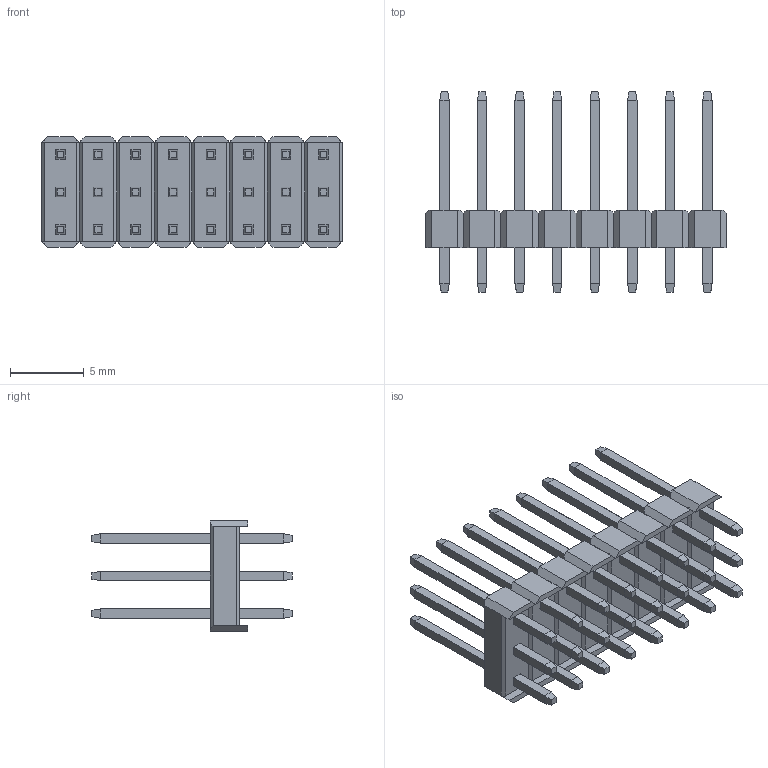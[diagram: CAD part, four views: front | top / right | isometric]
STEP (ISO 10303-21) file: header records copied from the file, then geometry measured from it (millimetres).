
FILE_DESCRIPTION (( 'STEP AP214' ), '1' );
FILE_NAME ('3x8 Male Pin Header.STEP', '2018-11-17T18:47:32', ( 'M.B.I.' ), ( '' ), 'SwSTEP 2.0', '', '' );
FILE_SCHEMA (( 'AUTOMOTIVE_DESIGN' ));
Length unit declared in the file: millimetre
Products named in the file (1): 3x8 Male Pin Header
Bounding box: 20.32 x 13.54 x 7.5 mm (x, y, z)
Volume: 413.1 mm3; surface area: 1412.4 mm2
Topology: 25 solids, 25 shells, 600 faces, 1438 edges, 888 vertices
Faces by surface type: plane 600
Entity records: 17092 total; most frequent: CARTESIAN_POINT 2927, ORIENTED_EDGE 2876, DIRECTION 2640, VECTOR 1438, LINE 1438, EDGE_CURVE 1438, VERTEX_POINT 888, EDGE_LOOP 648
